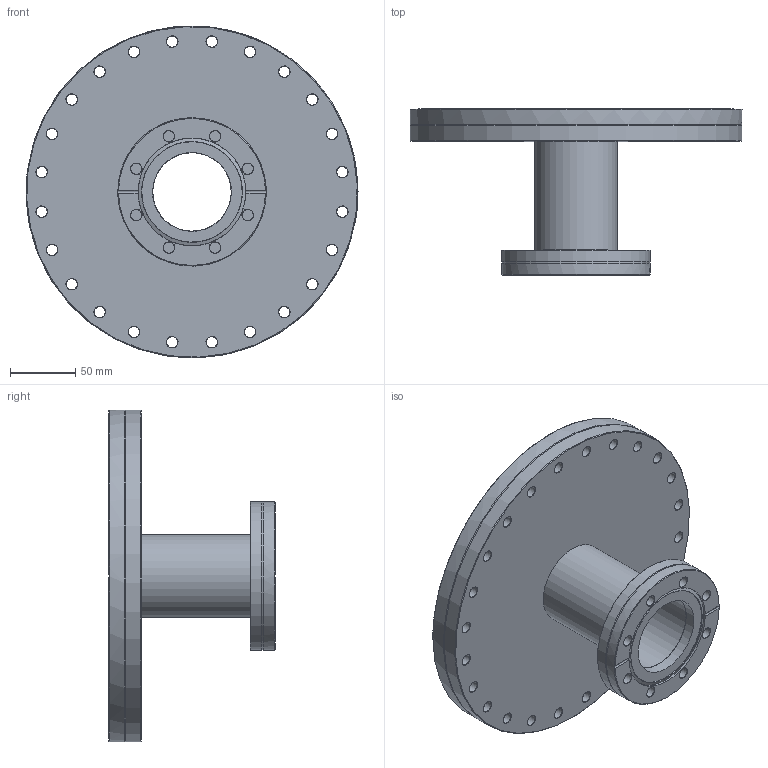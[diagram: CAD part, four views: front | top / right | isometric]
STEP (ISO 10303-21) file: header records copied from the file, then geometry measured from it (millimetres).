
FILE_DESCRIPTION(/* description */ (''),/* implementation_level */ '2;1');
FILE_NAME(/* name */ 'FL-SR200CF-63CF-A.stp',/* time_stamp */ '2018-01-25T15:36:51+00:00',/* author */ ('paul'),/* organization */ (''),/* preprocessor_version */ 'ST-DEVELOPER v16.13',/* originating_system */ 'Autodesk Inventor 2018',/* authorisation */ '');
FILE_SCHEMA (('AUTOMOTIVE_DESIGN { 1 0 10303 214 3 1 1 }'));
Length unit declared in the file: millimetre
Products named in the file (6): FL-SR200CF-63CF-A; FL-200CF; FL-63CFR-64; FL-63CF-OUT; FL-63CF-IN63.5; tube
Assembly tree (5 placements, depth 3):
  FL-SR200CF-63CF-A
    FL-200CF
    FL-63CFR-64
      FL-63CF-OUT
      FL-63CF-IN63.5
    tube
Bounding box: 254 x 127 x 253.88 mm (x, y, z)
Volume: 1252290.3 mm3; surface area: 215998.8 mm2
Topology: 4 solids, 4 shells, 322 faces, 849 edges, 552 vertices
Faces by surface type: bspline 106, cone 76, plane 73, cylinder 65, torus 2
Full cylindrical faces by diameter (mm): 8.4 x32, 60 x1, 60.3 x1, 63.5 x2, 63.8 x1, 70.5 x1, 82.3 x1, 82.5 x1, 113.5 x2, 222.2 x1, 254 x2
Entity records: 32624 total; most frequent: CARTESIAN_POINT 25438, ORIENTED_EDGE 1388, DIRECTION 1258, EDGE_CURVE 694, EDGE_LOOP 530, VERTEX_POINT 516, AXIS2_PLACEMENT_3D 514, FACE_OUTER_BOUND 322
